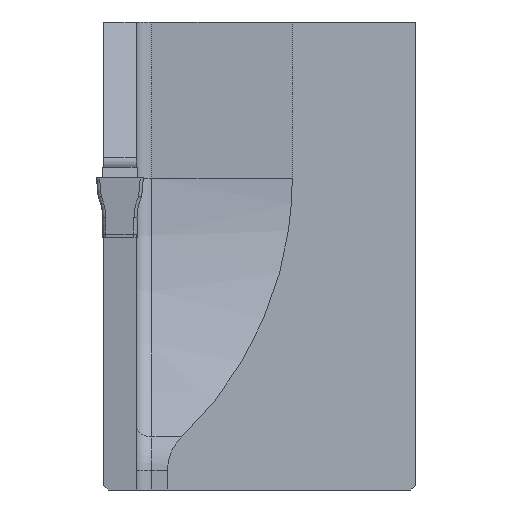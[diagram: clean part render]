
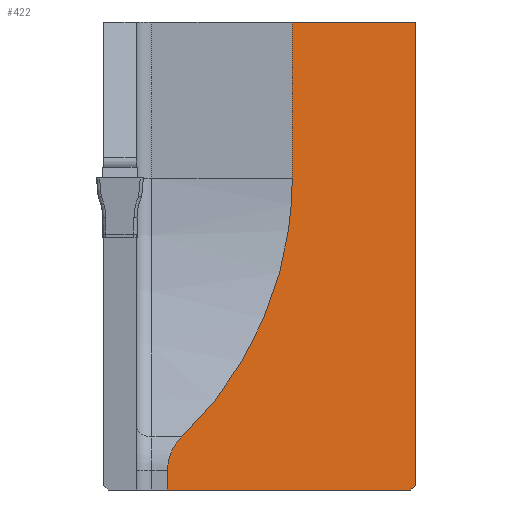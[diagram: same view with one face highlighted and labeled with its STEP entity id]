
A CAD part, left-side view. The second image highlights one B-rep face of the part: STEP entity #422.
In plain terms, the highlighted planar face has unit normal (-0.707, -0.707, 0).
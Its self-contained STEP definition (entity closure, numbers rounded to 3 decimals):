
#353=ELLIPSE('',#1685,4.243,3.);
#354=ELLIPSE('',#1688,32.527,23.);
#422=ADVANCED_FACE('',(#546),#491,.F.);
#491=PLANE('',#1701);
#546=FACE_OUTER_BOUND('',#622,.T.);
#622=EDGE_LOOP('',(#841,#842,#843,#844,#845,#846,#847,#848));
#841=ORIENTED_EDGE('',*,*,#1288,.F.);
#842=ORIENTED_EDGE('',*,*,#1286,.F.);
#843=ORIENTED_EDGE('',*,*,#1283,.F.);
#844=ORIENTED_EDGE('',*,*,#1290,.F.);
#845=ORIENTED_EDGE('',*,*,#1258,.F.);
#846=ORIENTED_EDGE('',*,*,#1233,.F.);
#847=ORIENTED_EDGE('',*,*,#1239,.F.);
#848=ORIENTED_EDGE('',*,*,#1221,.F.);
#1095=VERTEX_POINT('',#2207);
#1096=VERTEX_POINT('',#2209);
#1105=VERTEX_POINT('',#2229);
#1107=VERTEX_POINT('',#2233);
#1126=VERTEX_POINT('',#2283);
#1133=VERTEX_POINT('',#2325);
#1136=VERTEX_POINT('',#2330);
#1137=VERTEX_POINT('',#2334);
#1221=EDGE_CURVE('',#1095,#1096,#1414,.T.);
#1233=EDGE_CURVE('',#1107,#1105,#1426,.T.);
#1239=EDGE_CURVE('',#1096,#1107,#1431,.T.);
#1258=EDGE_CURVE('',#1105,#1126,#1448,.T.);
#1283=EDGE_CURVE('',#1136,#1133,#353,.T.);
#1286=EDGE_CURVE('',#1133,#1137,#354,.T.);
#1288=EDGE_CURVE('',#1137,#1095,#1471,.T.);
#1290=EDGE_CURVE('',#1126,#1136,#1473,.T.);
#1414=LINE('',#2208,#1538);
#1426=LINE('',#2234,#1550);
#1431=LINE('',#2245,#1555);
#1448=LINE('',#2282,#1572);
#1471=LINE('',#2340,#1595);
#1473=LINE('',#2343,#1597);
#1538=VECTOR('',#1808,1.);
#1550=VECTOR('',#1824,1.);
#1555=VECTOR('',#1833,1.);
#1572=VECTOR('',#1862,1.);
#1595=VECTOR('',#1929,1.);
#1597=VECTOR('',#1933,1.);
#1685=AXIS2_PLACEMENT_3D('',#2331,#1917,#1918);
#1688=AXIS2_PLACEMENT_3D('',#2337,#1924,#1925);
#1701=AXIS2_PLACEMENT_3D('',#2355,#1955,#1956);
#1808=DIRECTION('',(0.707,-0.707,0.));
#1824=DIRECTION('',(-0.577,0.577,-0.577));
#1833=DIRECTION('',(0.,0.,-1.));
#1862=DIRECTION('',(-0.707,0.707,0.));
#1917=DIRECTION('',(0.707,0.707,0.));
#1918=DIRECTION('',(-0.707,0.707,0.));
#1924=DIRECTION('',(-0.707,-0.707,0.));
#1925=DIRECTION('',(-0.707,0.707,0.));
#1929=DIRECTION('',(0.,0.,1.));
#1933=DIRECTION('',(0.,0.,1.));
#1955=DIRECTION('',(0.707,0.707,0.));
#1956=DIRECTION('',(0.707,-0.707,0.));
#2207=CARTESIAN_POINT('',(23.,-12.1,10.));
#2208=CARTESIAN_POINT('',(15.,-4.1,10.));
#2209=CARTESIAN_POINT('',(30.9,-20.,10.));
#2229=CARTESIAN_POINT('',(30.6,-19.7,-20.));
#2233=CARTESIAN_POINT('',(30.9,-20.,-19.7));
#2234=CARTESIAN_POINT('',(19.533,-8.633,-31.067));
#2245=CARTESIAN_POINT('',(30.9,-20.,-22.));
#2282=CARTESIAN_POINT('',(15.,-4.1,-20.));
#2283=CARTESIAN_POINT('',(15.,-4.1,-20.));
#2325=CARTESIAN_POINT('',(15.923,-5.023,-16.597));
#2330=CARTESIAN_POINT('',(15.,-4.1,-18.762));
#2331=CARTESIAN_POINT('',(18.,-7.1,-18.762));
#2334=CARTESIAN_POINT('',(23.,-12.1,0.));
#2337=CARTESIAN_POINT('',(0.,10.9,0.));
#2340=CARTESIAN_POINT('',(23.,-12.1,-22.));
#2343=CARTESIAN_POINT('',(15.,-4.1,-22.));
#2355=CARTESIAN_POINT('',(15.,-4.1,-22.));
